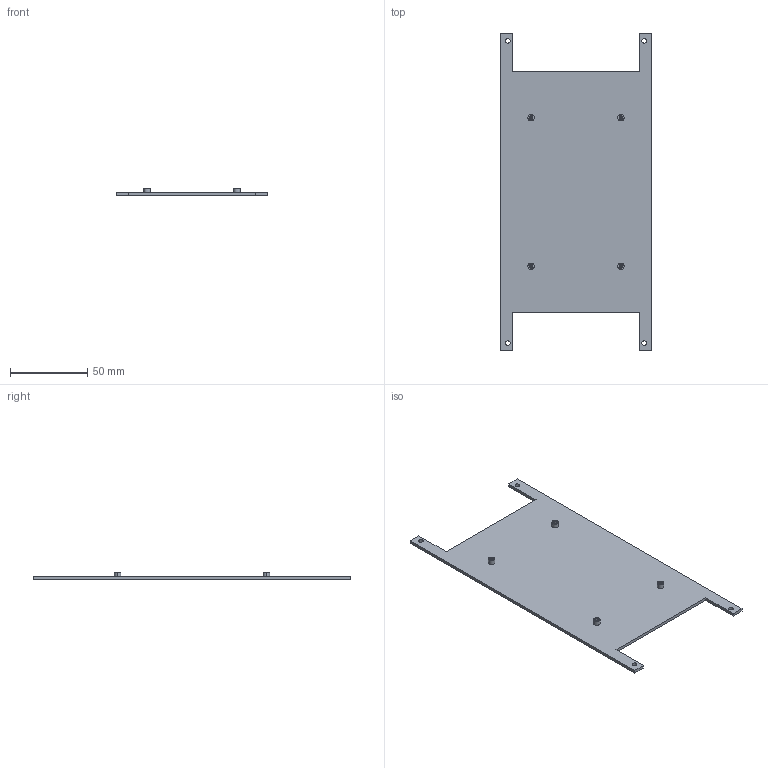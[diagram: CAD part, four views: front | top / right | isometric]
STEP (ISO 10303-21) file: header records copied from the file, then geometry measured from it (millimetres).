
FILE_DESCRIPTION((''),'2;1');
FILE_NAME('BRACE-BOARD','2019-08-06T',('Administrator'),(''),'PRO/ENGINEER BY PARAMETRIC TECHNOLOGY CORPORATION, 2008380','PRO/ENGINEER BY PARAMETRIC TECHNOLOGY CORPORATION, 2008380','');
FILE_SCHEMA(('CONFIG_CONTROL_DESIGN'));
Length unit declared in the file: millimetre
Products named in the file (1): BRACE-BOARD
Bounding box: 98 x 205 x 5 mm (x, y, z)
Volume: 32034.2 mm3; surface area: 33806.5 mm2
Topology: 1 solids, 5 shells, 62 faces, 156 edges, 100 vertices
Faces by surface type: cylinder 32, plane 22, cone 8
Entity records: 1887 total; most frequent: DIRECTION 346, CARTESIAN_POINT 311, ORIENTED_EDGE 280, EDGE_CURVE 148, AXIS2_PLACEMENT_3D 135, VERTEX_POINT 100, EDGE_LOOP 82, VECTOR 76
